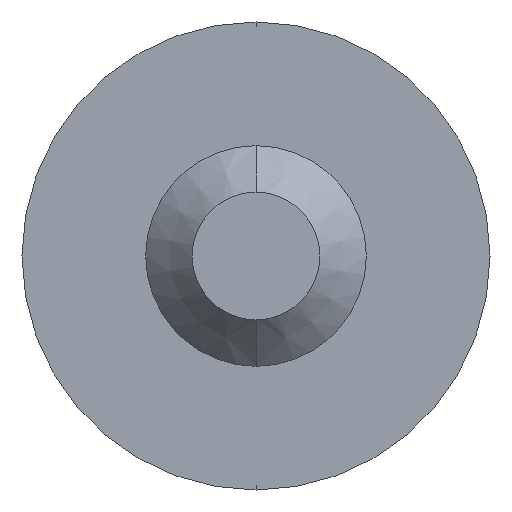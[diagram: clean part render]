
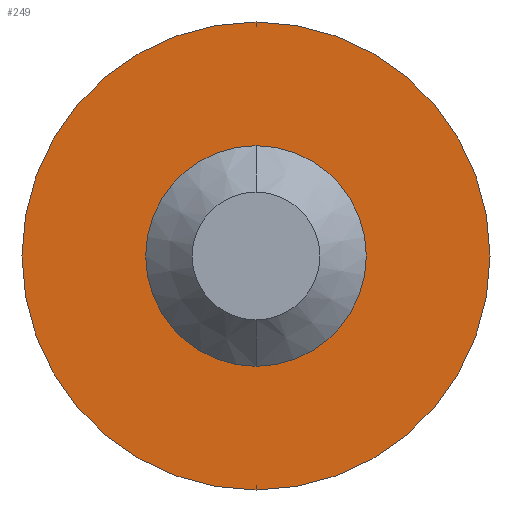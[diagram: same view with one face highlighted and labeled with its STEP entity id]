
A CAD part, front view. The second image highlights one B-rep face of the part: STEP entity #249.
In plain terms, the highlighted planar face has unit normal (0, -1, 0).
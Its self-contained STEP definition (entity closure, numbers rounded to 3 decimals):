
#12 = CARTESIAN_POINT ( 'NONE',  ( 0., 17.02, 0. ) ) ;
#13 = AXIS2_PLACEMENT_3D ( 'NONE', #299, #325, #328 ) ;
#24 = DIRECTION ( 'NONE',  ( 0., 0., -1. ) ) ;
#28 = EDGE_CURVE ( 'NONE', #377, #343, #323, .T. ) ;
#31 = DIRECTION ( 'NONE',  ( 0., 0., -1. ) ) ;
#49 = DIRECTION ( 'NONE',  ( 0., -1., 0. ) ) ;
#50 = ORIENTED_EDGE ( 'NONE', *, *, #345, .T. ) ;
#54 = CARTESIAN_POINT ( 'NONE',  ( 0., 17.02, 0. ) ) ;
#57 = DIRECTION ( 'NONE',  ( 0., -1., 0. ) ) ;
#62 = EDGE_LOOP ( 'NONE', ( #240, #207 ) ) ;
#64 = DIRECTION ( 'NONE',  ( 0., 0., -1. ) ) ;
#79 = CIRCLE ( 'NONE', #209, 5.04 ) ;
#80 = CIRCLE ( 'NONE', #399, 2.375 ) ;
#92 = FACE_OUTER_BOUND ( 'NONE', #151, .T. ) ;
#93 = CIRCLE ( 'NONE', #362, 2.375 ) ;
#105 = FACE_BOUND ( 'NONE', #62, .T. ) ;
#113 = ORIENTED_EDGE ( 'NONE', *, *, #28, .T. ) ;
#129 = CARTESIAN_POINT ( 'NONE',  ( 0., 17.02, -5.04 ) ) ;
#151 = EDGE_LOOP ( 'NONE', ( #50, #113 ) ) ;
#207 = ORIENTED_EDGE ( 'NONE', *, *, #298, .F. ) ;
#209 = AXIS2_PLACEMENT_3D ( 'NONE', #340, #306, #264 ) ;
#225 = AXIS2_PLACEMENT_3D ( 'NONE', #54, #57, #64 ) ;
#240 = ORIENTED_EDGE ( 'NONE', *, *, #300, .F. ) ;
#247 = VERTEX_POINT ( 'NONE', #309 ) ;
#249 = ADVANCED_FACE ( 'NONE', ( #92, #105 ), #320, .T. ) ;
#264 = DIRECTION ( 'NONE',  ( 0., 0., -1. ) ) ;
#293 = VERTEX_POINT ( 'NONE', #369 ) ;
#298 = EDGE_CURVE ( 'NONE', #247, #293, #80, .T. ) ;
#299 = CARTESIAN_POINT ( 'NONE',  ( 2.375, 17.02, 0. ) ) ;
#300 = EDGE_CURVE ( 'NONE', #293, #247, #93, .T. ) ;
#306 = DIRECTION ( 'NONE',  ( 0., -1., 0. ) ) ;
#309 = CARTESIAN_POINT ( 'NONE',  ( 0., 17.02, 2.375 ) ) ;
#320 = PLANE ( 'NONE',  #13 ) ;
#323 = CIRCLE ( 'NONE', #225, 5.04 ) ;
#325 = DIRECTION ( 'NONE',  ( 0., -1., 0. ) ) ;
#328 = DIRECTION ( 'NONE',  ( 0., 0., -1. ) ) ;
#340 = CARTESIAN_POINT ( 'NONE',  ( 0., 17.02, 0. ) ) ;
#343 = VERTEX_POINT ( 'NONE', #129 ) ;
#345 = EDGE_CURVE ( 'NONE', #343, #377, #79, .T. ) ;
#350 = CARTESIAN_POINT ( 'NONE',  ( 0., 17.02, 5.04 ) ) ;
#362 = AXIS2_PLACEMENT_3D ( 'NONE', #12, #49, #31 ) ;
#369 = CARTESIAN_POINT ( 'NONE',  ( 0., 17.02, -2.375 ) ) ;
#377 = VERTEX_POINT ( 'NONE', #350 ) ;
#398 = CARTESIAN_POINT ( 'NONE',  ( 0., 17.02, 0. ) ) ;
#399 = AXIS2_PLACEMENT_3D ( 'NONE', #398, #400, #24 ) ;
#400 = DIRECTION ( 'NONE',  ( 0., -1., 0. ) ) ;
